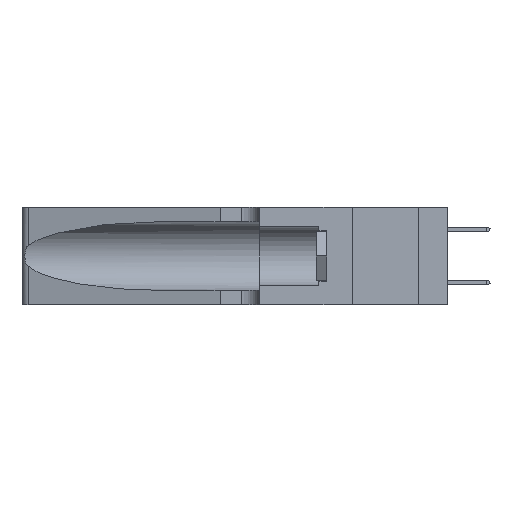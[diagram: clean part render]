
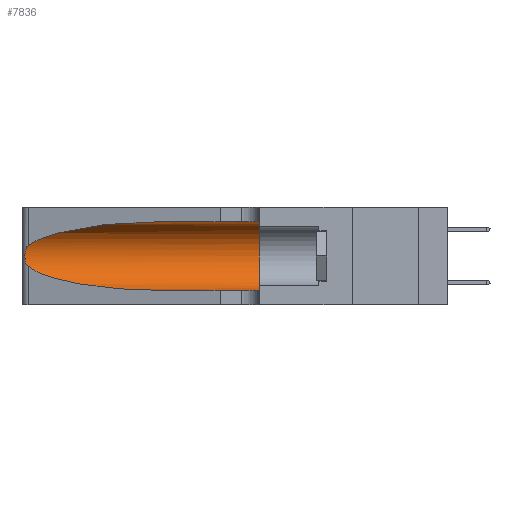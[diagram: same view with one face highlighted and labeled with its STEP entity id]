
A CAD part, left-side view. The second image highlights one B-rep face of the part: STEP entity #7836.
In plain terms, the highlighted cylindrical face has radius 3.308 mm (diameter 6.617 mm), a partial arc.
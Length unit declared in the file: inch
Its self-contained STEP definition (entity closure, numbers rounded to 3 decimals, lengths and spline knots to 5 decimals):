
#273 = CARTESIAN_POINT ( 'NONE',  ( 0.25487, 1.22718, 0.14631 ) ) ;
#292 = VERTEX_POINT ( 'NONE', #9330 ) ;
#537 =( BOUNDED_CURVE ( )  B_SPLINE_CURVE ( 3, ( #15658, #4538, #15586, #13804 ),
 .UNSPECIFIED., .F., .T. ) 
 B_SPLINE_CURVE_WITH_KNOTS ( ( 4, 4 ),
 ( 3.44316, 4.71239 ),
 .UNSPECIFIED. ) 
 CURVE ( )  GEOMETRIC_REPRESENTATION_ITEM ( )  RATIONAL_B_SPLINE_CURVE ( ( 1., 0.87, 0.87, 1. ) ) 
 REPRESENTATION_ITEM ( '' )  );
#551 = VECTOR ( 'NONE', #10000, 39.37008 ) ;
#1574 = EDGE_CURVE ( 'NONE', #19119, #16000, #6408, .T. ) ;
#1905 = DIRECTION ( 'NONE',  ( 0., 0., 1. ) ) ;
#1919 = AXIS2_PLACEMENT_3D ( 'NONE', #5539, #14887, #8617 ) ;
#1932 = ORIENTED_EDGE ( 'NONE', *, *, #18778, .T. ) ;
#1989 = CARTESIAN_POINT ( 'NONE',  ( 0.25854, 1.2359, 0.20912 ) ) ;
#3050 = EDGE_CURVE ( 'NONE', #16661, #292, #6615, .T. ) ;
#3383 = CARTESIAN_POINT ( 'NONE',  ( 0.25487, 1.22718, 0.22369 ) ) ;
#3521 = CARTESIAN_POINT ( 'NONE',  ( 0.25789, 1.23486, 0.15765 ) ) ;
#3591 = CARTESIAN_POINT ( 'NONE',  ( 0.26075, 1.23896, 0.178 ) ) ;
#3984 = AXIS2_PLACEMENT_3D ( 'NONE', #19301, #17525, #1905 ) ;
#4441 = ORIENTED_EDGE ( 'NONE', *, *, #11534, .T. ) ;
#4538 = CARTESIAN_POINT ( 'NONE',  ( 0.2373, 1.15595, 0.08982 ) ) ;
#4813 = CARTESIAN_POINT ( 'NONE',  ( 0.18966, 0.96281, 0.31525 ) ) ;
#5001 = CARTESIAN_POINT ( 'NONE',  ( 0.25487, 1.22718, 0.14631 ) ) ;
#5079 = DIRECTION ( 'NONE',  ( 0., -1., 0. ) ) ;
#5132 = CARTESIAN_POINT ( 'NONE',  ( 0.26075, 1.23896, 0.19203 ) ) ;
#5456 = CARTESIAN_POINT ( 'NONE',  ( 0.1305, 1.61858, 0.31525 ) ) ;
#5539 = CARTESIAN_POINT ( 'NONE',  ( 0.1305, 1.61858, 0.185 ) ) ;
#5739 = B_SPLINE_CURVE_WITH_KNOTS ( 'NONE', 3,
 ( #3383, #9730, #9801, #15971, #1989, #14312, #5132, #3591, #16188, #12939, #3521, #19159, #8340, #5001 ),
 .UNSPECIFIED., .F., .F.,
 ( 4, 2, 2, 2, 2, 2, 4 ),
 ( 0., 0.00027, 0.00053, 0.00107, 0.0016, 0.00187, 0.00214 ),
 .UNSPECIFIED. ) ;
#6408 = LINE ( 'NONE', #12748, #13529 ) ;
#6615 =( BOUNDED_CURVE ( )  B_SPLINE_CURVE ( 3, ( #18840, #4813, #11836, #10325 ),
 .UNSPECIFIED., .F., .F. ) 
 B_SPLINE_CURVE_WITH_KNOTS ( ( 4, 4 ),
 ( 1.5708, 2.84003 ),
 .UNSPECIFIED. ) 
 CURVE ( )  GEOMETRIC_REPRESENTATION_ITEM ( )  RATIONAL_B_SPLINE_CURVE ( ( 1., 0.87, 0.87, 1. ) ) 
 REPRESENTATION_ITEM ( '' )  );
#7432 = ORIENTED_EDGE ( 'NONE', *, *, #3050, .T. ) ;
#7836 = ADVANCED_FACE ( 'NONE', ( #10071 ), #10581, .F. ) ;
#7900 = ORIENTED_EDGE ( 'NONE', *, *, #17618, .F. ) ;
#8340 = CARTESIAN_POINT ( 'NONE',  ( 0.25555, 1.22993, 0.14849 ) ) ;
#8347 = CARTESIAN_POINT ( 'NONE',  ( 0.1305, 0.35, 0.31525 ) ) ;
#8387 = ORIENTED_EDGE ( 'NONE', *, *, #1574, .T. ) ;
#8617 = DIRECTION ( 'NONE',  ( 0., 0., -1. ) ) ;
#8736 = CARTESIAN_POINT ( 'NONE',  ( 0.1305, 0.72297, 0.05475 ) ) ;
#9330 = CARTESIAN_POINT ( 'NONE',  ( 0.25487, 1.22718, 0.22369 ) ) ;
#9730 = CARTESIAN_POINT ( 'NONE',  ( 0.25555, 1.22994, 0.2215 ) ) ;
#9801 = CARTESIAN_POINT ( 'NONE',  ( 0.25639, 1.23184, 0.21858 ) ) ;
#10000 = DIRECTION ( 'NONE',  ( 0., -1., 0. ) ) ;
#10071 = FACE_OUTER_BOUND ( 'NONE', #15630, .T. ) ;
#10325 = CARTESIAN_POINT ( 'NONE',  ( 0.25487, 1.22718, 0.22369 ) ) ;
#10581 = CYLINDRICAL_SURFACE ( 'NONE', #1919, 0.13025 ) ;
#11177 = VERTEX_POINT ( 'NONE', #8347 ) ;
#11534 = EDGE_CURVE ( 'NONE', #13856, #19119, #537, .T. ) ;
#11836 = CARTESIAN_POINT ( 'NONE',  ( 0.2373, 1.15595, 0.28018 ) ) ;
#12672 = EDGE_CURVE ( 'NONE', #11177, #16000, #17962, .T. ) ;
#12748 = CARTESIAN_POINT ( 'NONE',  ( 0.1305, 1.61858, 0.05475 ) ) ;
#12939 = CARTESIAN_POINT ( 'NONE',  ( 0.25856, 1.23593, 0.16098 ) ) ;
#13529 = VECTOR ( 'NONE', #5079, 39.37008 ) ;
#13804 = CARTESIAN_POINT ( 'NONE',  ( 0.1305, 0.72297, 0.05475 ) ) ;
#13856 = VERTEX_POINT ( 'NONE', #273 ) ;
#14122 = LINE ( 'NONE', #5456, #551 ) ;
#14312 = CARTESIAN_POINT ( 'NONE',  ( 0.26018, 1.23835, 0.19895 ) ) ;
#14354 = CARTESIAN_POINT ( 'NONE',  ( 0.1305, 0.72297, 0.31525 ) ) ;
#14887 = DIRECTION ( 'NONE',  ( 0., -1., 0. ) ) ;
#15586 = CARTESIAN_POINT ( 'NONE',  ( 0.18966, 0.96281, 0.05475 ) ) ;
#15630 = EDGE_LOOP ( 'NONE', ( #7432, #1932, #4441, #8387, #16453, #7900 ) ) ;
#15658 = CARTESIAN_POINT ( 'NONE',  ( 0.25487, 1.22718, 0.14631 ) ) ;
#15971 = CARTESIAN_POINT ( 'NONE',  ( 0.25787, 1.23484, 0.2124 ) ) ;
#16000 = VERTEX_POINT ( 'NONE', #18462 ) ;
#16188 = CARTESIAN_POINT ( 'NONE',  ( 0.26017, 1.23833, 0.17102 ) ) ;
#16453 = ORIENTED_EDGE ( 'NONE', *, *, #12672, .F. ) ;
#16661 = VERTEX_POINT ( 'NONE', #14354 ) ;
#17525 = DIRECTION ( 'NONE',  ( 0., 1., 0. ) ) ;
#17618 = EDGE_CURVE ( 'NONE', #16661, #11177, #14122, .T. ) ;
#17962 = CIRCLE ( 'NONE', #3984, 0.13025 ) ;
#18462 = CARTESIAN_POINT ( 'NONE',  ( 0.1305, 0.35, 0.05475 ) ) ;
#18778 = EDGE_CURVE ( 'NONE', #292, #13856, #5739, .T. ) ;
#18840 = CARTESIAN_POINT ( 'NONE',  ( 0.1305, 0.72297, 0.31525 ) ) ;
#19119 = VERTEX_POINT ( 'NONE', #8736 ) ;
#19159 = CARTESIAN_POINT ( 'NONE',  ( 0.25639, 1.23186, 0.15144 ) ) ;
#19301 = CARTESIAN_POINT ( 'NONE',  ( 0.1305, 0.35, 0.185 ) ) ;
